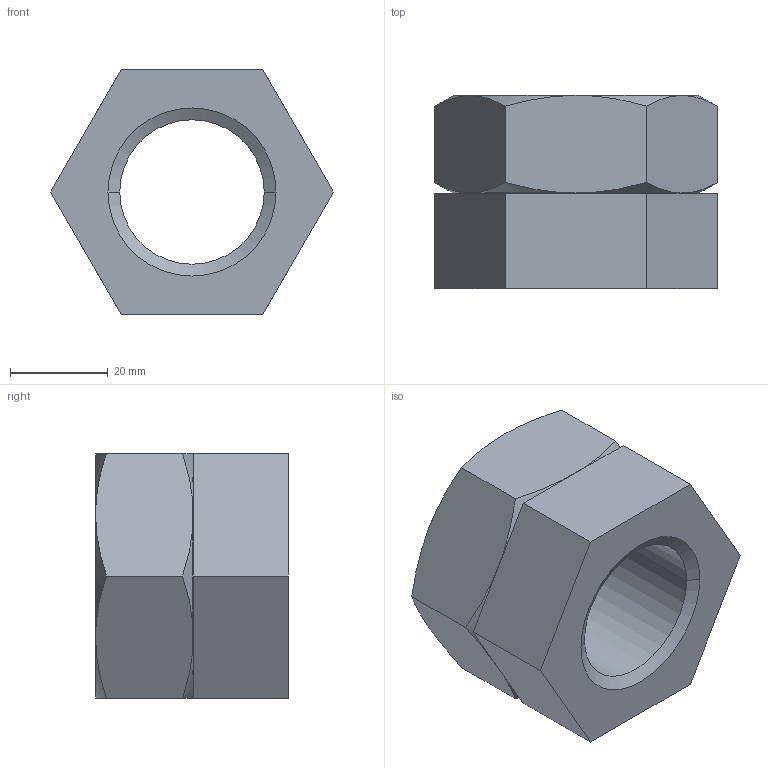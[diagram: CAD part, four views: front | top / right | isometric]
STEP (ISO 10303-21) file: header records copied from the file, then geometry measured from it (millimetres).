
FILE_DESCRIPTION((''),'2;1');
FILE_NAME('0RBSC033_____0','2019-10-29T14:01:52',('kim.bk'),(''),'CREO PARAMETRIC BY PTC INC, 2019010','CREO PARAMETRIC BY PTC INC, 2019010','');
FILE_SCHEMA(('CONFIG_CONTROL_DESIGN'));
Length unit declared in the file: millimetre
Products named in the file (1): 0RBSC033_____0
Bounding box: 57.73 x 39.4 x 50 mm (x, y, z)
Volume: 57601 mm3; surface area: 18422.5 mm2
Topology: 2 solids, 2 shells, 361 faces, 1010 edges, 670 vertices
Faces by surface type: plane 337, cone 20, cylinder 4
Entity records: 11504 total; most frequent: CARTESIAN_POINT 2173, ORIENTED_EDGE 2020, DIRECTION 1740, EDGE_CURVE 1010, VECTOR 954, LINE 954, VERTEX_POINT 670, AXIS2_PLACEMENT_3D 393
